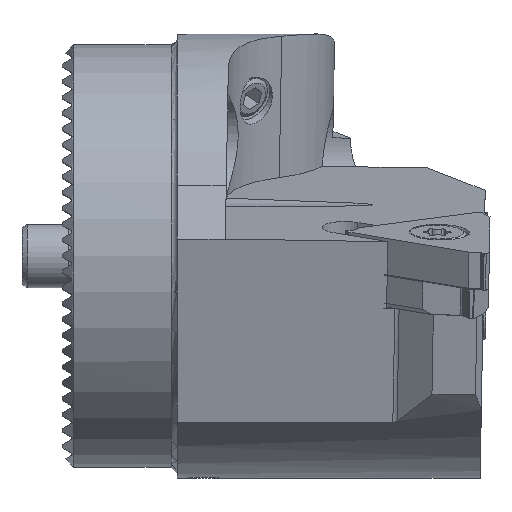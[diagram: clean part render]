
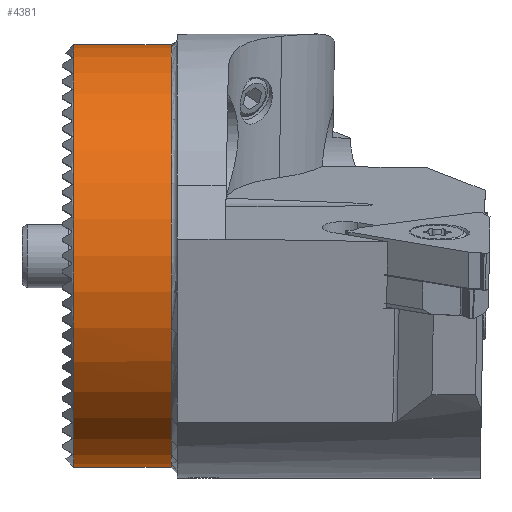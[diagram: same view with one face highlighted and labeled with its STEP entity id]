
A CAD part, top view. The second image highlights one B-rep face of the part: STEP entity #4381.
In plain terms, the highlighted cylindrical face has radius 20 mm (diameter 40 mm), a full revolution.
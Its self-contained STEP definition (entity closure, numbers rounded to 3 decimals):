
#44 = EDGE_LOOP ( 'NONE', ( #11203 ) ) ;
#1795 = CARTESIAN_POINT ( 'NONE',  ( 9.9, 0., 20. ) ) ;
#2065 = EDGE_CURVE ( 'NONE', #5179, #5179, #6805, .T. ) ;
#2524 = DIRECTION ( 'NONE',  ( -1., 0., 0. ) ) ;
#3502 = FACE_OUTER_BOUND ( 'NONE', #9501, .T. ) ;
#4076 = CARTESIAN_POINT ( 'NONE',  ( -0.6, 0., 0. ) ) ;
#4381 = ADVANCED_FACE ( 'NONE', ( #7105, #3502 ), #12083, .T. ) ;
#4515 = AXIS2_PLACEMENT_3D ( 'NONE', #9873, #4518, #10967 ) ;
#4518 = DIRECTION ( 'NONE',  ( -1., 0., 0. ) ) ;
#4631 = ORIENTED_EDGE ( 'NONE', *, *, #2065, .T. ) ;
#5179 = VERTEX_POINT ( 'NONE', #1795 ) ;
#5727 = EDGE_CURVE ( 'NONE', #13238, #13238, #10160, .T. ) ;
#6234 = CARTESIAN_POINT ( 'NONE',  ( 0.7, 0., 20. ) ) ;
#6805 = CIRCLE ( 'NONE', #4515, 20. ) ;
#7105 = FACE_OUTER_BOUND ( 'NONE', #44, .T. ) ;
#8105 = DIRECTION ( 'NONE',  ( 0., 0., 1. ) ) ;
#9039 = AXIS2_PLACEMENT_3D ( 'NONE', #11221, #2524, #8105 ) ;
#9501 = EDGE_LOOP ( 'NONE', ( #4631 ) ) ;
#9561 = DIRECTION ( 'NONE',  ( 0., 0., 1. ) ) ;
#9744 = AXIS2_PLACEMENT_3D ( 'NONE', #4076, #12891, #9561 ) ;
#9873 = CARTESIAN_POINT ( 'NONE',  ( 9.9, 0., 0. ) ) ;
#10160 = CIRCLE ( 'NONE', #9039, 20. ) ;
#10967 = DIRECTION ( 'NONE',  ( 0., 0., 1. ) ) ;
#11203 = ORIENTED_EDGE ( 'NONE', *, *, #5727, .F. ) ;
#11221 = CARTESIAN_POINT ( 'NONE',  ( 0.7, 0., 0. ) ) ;
#12083 = CYLINDRICAL_SURFACE ( 'NONE', #9744, 20. ) ;
#12891 = DIRECTION ( 'NONE',  ( -1., 0., 0. ) ) ;
#13238 = VERTEX_POINT ( 'NONE', #6234 ) ;
